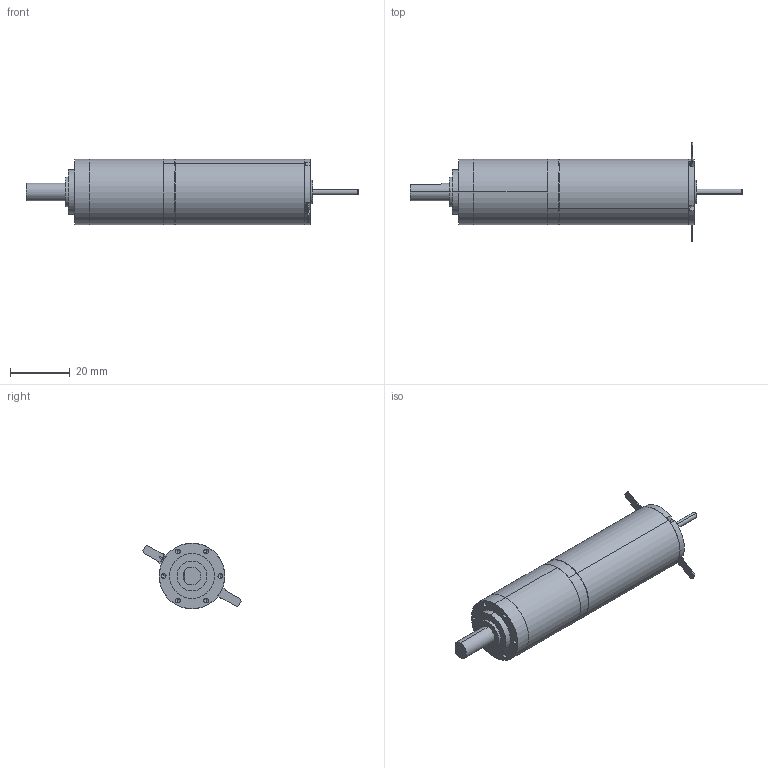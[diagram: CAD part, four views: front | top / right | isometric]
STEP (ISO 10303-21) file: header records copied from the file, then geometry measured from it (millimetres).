
FILE_DESCRIPTION (( 'STEP AP214' ), '1' );
FILE_NAME ('DCX22LG + GP22HP-2 étages.STEP', '2014-10-13T15:08:11', ( '' ), ( '' ), 'SwSTEP 2.0', 'SolidWorks 2013', '' );
FILE_SCHEMA (( 'AUTOMOTIVE_DESIGN' ));
Length unit declared in the file: millimetre
Products named in the file (18): GP22HP_2-STUFIG-370689; DCX22LG + GP22HP-2 étages; DCX22LG; 14; 13; 12; 11; 10; 9; 8; 7; 6; 1228536; 5; 4; 3; 2; 1
Assembly tree (17 placements, depth 3):
  DCX22LG + GP22HP-2 étages
    GP22HP_2-STUFIG-370689
    DCX22LG
      1
      2
      3
      4
      5
      1228536
      6
      7
      8
      9
      10
      11
      12
      13
      14
Bounding box: 111.15 x 32.86 x 22 mm (x, y, z)
Volume: 28373.2 mm3; surface area: 12747.1 mm2
Topology: 16 solids, 16 shells, 856 faces, 2047 edges, 1268 vertices
Faces by surface type: cylinder 320, plane 261, cone 192, bspline 83
Entity records: 37831 total; most frequent: CARTESIAN_POINT 8045, DIRECTION 4452, ORIENTED_EDGE 4066, EDGE_CURVE 2033, AXIS2_PLACEMENT_3D 1722, VERTEX_POINT 1268, LINE 1008, VECTOR 1008
